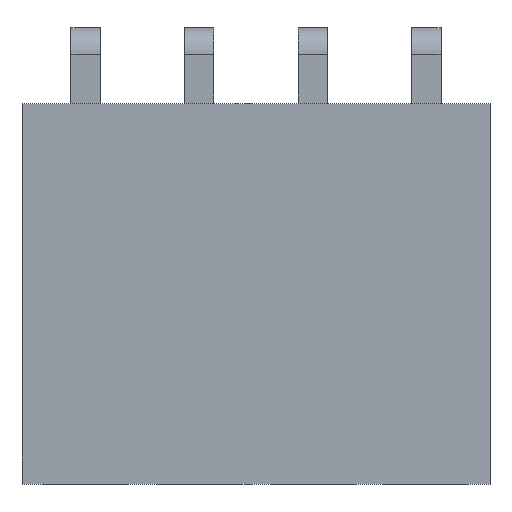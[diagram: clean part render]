
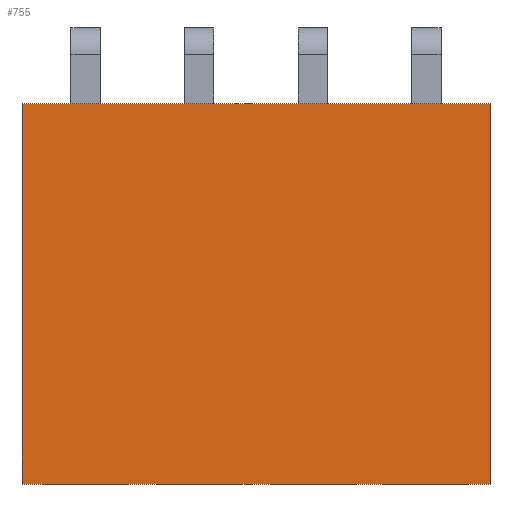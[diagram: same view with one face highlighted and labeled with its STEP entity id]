
A CAD part, top view. The second image highlights one B-rep face of the part: STEP entity #755.
In plain terms, the highlighted planar face has unit normal (0, 0, 1).
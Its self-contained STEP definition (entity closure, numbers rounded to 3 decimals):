
#755=ADVANCED_FACE('',(#2543),#2545,.T.);
#2543=FACE_BOUND('',#2544,.T.);
#2544=EDGE_LOOP('',(#3974,#3975,#3976,#3977));
#2545=PLANE('',#2546);
#2546=AXIS2_PLACEMENT_3D('',#2547,#2548,#2549);
#2547=CARTESIAN_POINT('',(9.04,-10.,2.5));
#2548=DIRECTION('',(0.,-0.,1.));
#2549=DIRECTION('',(0.,1.,0.));
#3974=ORIENTED_EDGE('',*,*,#4931,.T.);
#3975=ORIENTED_EDGE('',*,*,#4963,.T.);
#3976=ORIENTED_EDGE('',*,*,#4961,.F.);
#3977=ORIENTED_EDGE('',*,*,#4977,.F.);
#4931=EDGE_CURVE('',#5668,#5666,#5669,.T.);
#4961=EDGE_CURVE('',#5718,#5720,#5721,.T.);
#4963=EDGE_CURVE('',#5666,#5720,#5723,.T.);
#4977=EDGE_CURVE('',#5668,#5718,#5739,.T.);
#5666=VERTEX_POINT('',#7042);
#5668=VERTEX_POINT('',#7046);
#5669=LINE('',#7047,#7048);
#5718=VERTEX_POINT('',#7154);
#5720=VERTEX_POINT('',#7158);
#5721=LINE('',#7159,#7160);
#5723=LINE('',#7165,#7166);
#5739=LINE('',#7209,#7210);
#7042=CARTESIAN_POINT('',(9.04,-1.5,2.5));
#7046=CARTESIAN_POINT('',(9.04,-10.,2.5));
#7047=CARTESIAN_POINT('',(9.04,-10.,2.5));
#7048=VECTOR('',#7049,1.);
#7049=DIRECTION('',(0.,1.,0.));
#7154=CARTESIAN_POINT('',(-1.42,-10.,2.5));
#7158=CARTESIAN_POINT('',(-1.42,-1.5,2.5));
#7159=CARTESIAN_POINT('',(-1.42,-10.,2.5));
#7160=VECTOR('',#7161,1.);
#7161=DIRECTION('',(0.,1.,0.));
#7165=CARTESIAN_POINT('',(9.04,-1.5,2.5));
#7166=VECTOR('',#7167,1.);
#7167=DIRECTION('',(-1.,0.,0.));
#7209=CARTESIAN_POINT('',(9.04,-10.,2.5));
#7210=VECTOR('',#7211,1.);
#7211=DIRECTION('',(-1.,0.,0.));
